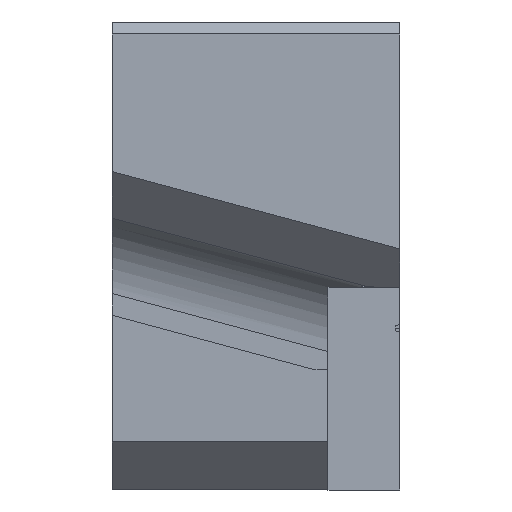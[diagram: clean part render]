
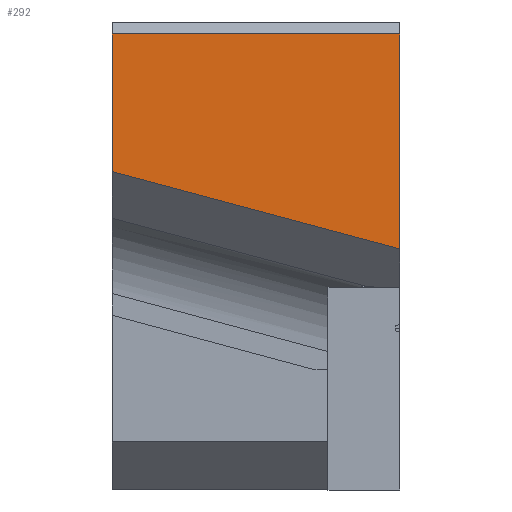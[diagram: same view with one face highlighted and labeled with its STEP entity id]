
A CAD part, left-side view. The second image highlights one B-rep face of the part: STEP entity #292.
In plain terms, the highlighted planar face has unit normal (-1, 0, 0).
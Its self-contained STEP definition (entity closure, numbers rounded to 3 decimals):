
#71 = VERTEX_POINT ( 'NONE', #403 ) ;
#105 = DIRECTION ( 'NONE',  ( 0., 0., 1. ) ) ;
#156 = VECTOR ( 'NONE', #1275, 1000. ) ;
#157 = VERTEX_POINT ( 'NONE', #2317 ) ;
#196 = FACE_OUTER_BOUND ( 'NONE', #1457, .T. ) ;
#242 = VERTEX_POINT ( 'NONE', #1962 ) ;
#255 = CARTESIAN_POINT ( 'NONE',  ( -115., 0., -0.5 ) ) ;
#273 = LINE ( 'NONE', #2261, #1597 ) ;
#292 = ADVANCED_FACE ( 'NONE', ( #196 ), #1817, .F. ) ;
#293 = DIRECTION ( 'NONE',  ( 0., 1., 0. ) ) ;
#403 = CARTESIAN_POINT ( 'NONE',  ( -115., 12., -0.5 ) ) ;
#489 = LINE ( 'NONE', #496, #2252 ) ;
#496 = CARTESIAN_POINT ( 'NONE',  ( -115., 0., -0.5 ) ) ;
#729 = LINE ( 'NONE', #1213, #1575 ) ;
#1187 = DIRECTION ( 'NONE',  ( 0., -0.966, -0.259 ) ) ;
#1213 = CARTESIAN_POINT ( 'NONE',  ( -115., 2.363, -8.818 ) ) ;
#1236 = CARTESIAN_POINT ( 'NONE',  ( -115., 12., 0. ) ) ;
#1275 = DIRECTION ( 'NONE',  ( 0., 0., -1. ) ) ;
#1288 = ORIENTED_EDGE ( 'NONE', *, *, #1963, .T. ) ;
#1307 = ORIENTED_EDGE ( 'NONE', *, *, #1960, .T. ) ;
#1311 = ORIENTED_EDGE ( 'NONE', *, *, #2018, .T. ) ;
#1439 = AXIS2_PLACEMENT_3D ( 'NONE', #1860, #1804, #1800 ) ;
#1457 = EDGE_LOOP ( 'NONE', ( #1685, #1311, #1307, #1288 ) ) ;
#1570 = VERTEX_POINT ( 'NONE', #255 ) ;
#1575 = VECTOR ( 'NONE', #1187, 1000. ) ;
#1597 = VECTOR ( 'NONE', #105, 1000. ) ;
#1625 = LINE ( 'NONE', #1236, #156 ) ;
#1685 = ORIENTED_EDGE ( 'NONE', *, *, #2063, .T. ) ;
#1800 = DIRECTION ( 'NONE',  ( 0., 0., -1. ) ) ;
#1804 = DIRECTION ( 'NONE',  ( 1., 0., 0. ) ) ;
#1817 = PLANE ( 'NONE',  #1439 ) ;
#1860 = CARTESIAN_POINT ( 'NONE',  ( -115., 0., 0. ) ) ;
#1960 = EDGE_CURVE ( 'NONE', #71, #242, #1625, .T. ) ;
#1962 = CARTESIAN_POINT ( 'NONE',  ( -115., 12., -6.236 ) ) ;
#1963 = EDGE_CURVE ( 'NONE', #242, #157, #729, .T. ) ;
#2018 = EDGE_CURVE ( 'NONE', #1570, #71, #489, .T. ) ;
#2063 = EDGE_CURVE ( 'NONE', #157, #1570, #273, .T. ) ;
#2252 = VECTOR ( 'NONE', #293, 1000. ) ;
#2261 = CARTESIAN_POINT ( 'NONE',  ( -115., 0., 0. ) ) ;
#2317 = CARTESIAN_POINT ( 'NONE',  ( -115., 0., -9.451 ) ) ;
